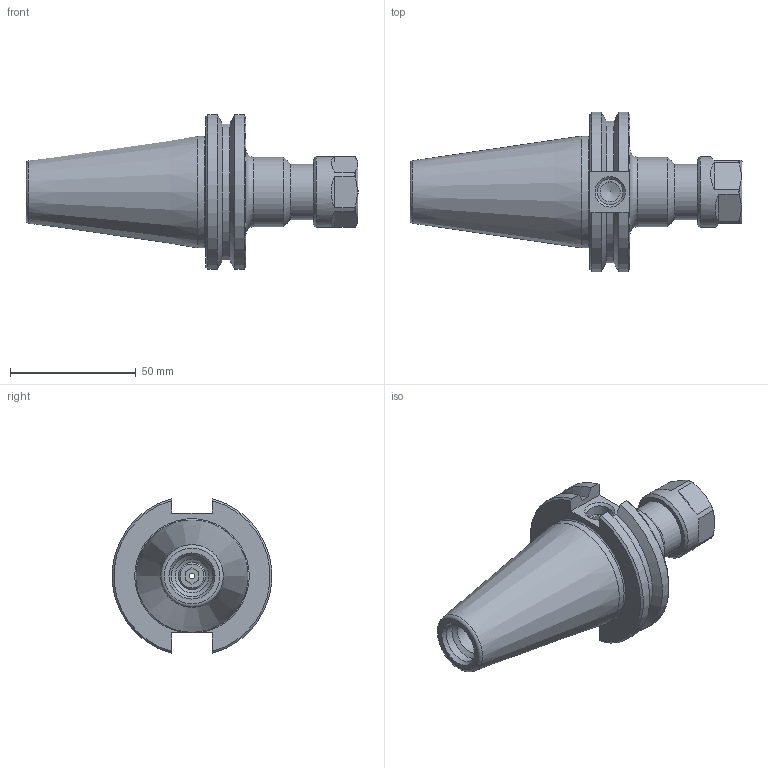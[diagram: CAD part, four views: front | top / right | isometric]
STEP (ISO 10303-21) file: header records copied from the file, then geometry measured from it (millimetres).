
FILE_DESCRIPTION(/* description */ ('BODY, ENDMILL HOLDER'),/* implementation_level */ '2;1');
FILE_NAME(/* name */ 'C40-16ERF250.stp',/* time_stamp */ '2017-01-18T14:55:47-05:00',/* author */ ('davhar'),/* organization */ (''),/* preprocessor_version */ 'ST-DEVELOPER v16.1',/* originating_system */ 'Autodesk Inventor 2016',/* authorisation */ '');
FILE_SCHEMA (('AUTOMOTIVE_DESIGN { 1 0 10303 214 3 1 1 }'));
Length unit declared in the file: inch
Products named in the file (4): C40-16ER2-1; BS-20; 16ERHN; C40-16ERF250
Assembly tree (3 placements, depth 2):
  C40-16ERF250
    C40-16ER2-1
    BS-20
    16ERHN
Bounding box: 131.76 x 63.26 x 61.38 mm (x, y, z)
Volume: 120099.2 mm3; surface area: 27654.6 mm2
Topology: 3 solids, 3 shells, 98 faces, 237 edges, 151 vertices
Faces by surface type: plane 38, cone 26, cylinder 25, torus 9
Full cylindrical faces by diameter (mm): 2.286 x1, 8.001 x1, 9.461 x1, 9.728 x1, 10.135 x1, 10.973 x1, 11.176 x1, 12.4 x1, 13.386 x1, 16.459 x1, 20.5 x1, 22 x1, 23 x1, 27.432 x1, 28 x1, 44.45 x1
Entity records: 2843 total; most frequent: CARTESIAN_POINT 625, DIRECTION 455, ORIENTED_EDGE 384, AXIS2_PLACEMENT_3D 193, EDGE_CURVE 192, EDGE_LOOP 147, VERTEX_POINT 143, FACE_OUTER_BOUND 98
